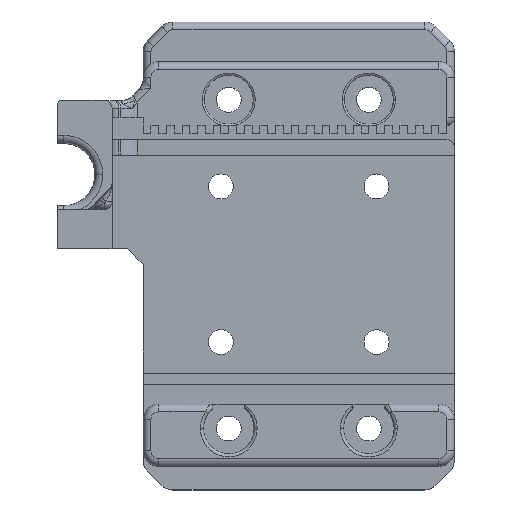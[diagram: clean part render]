
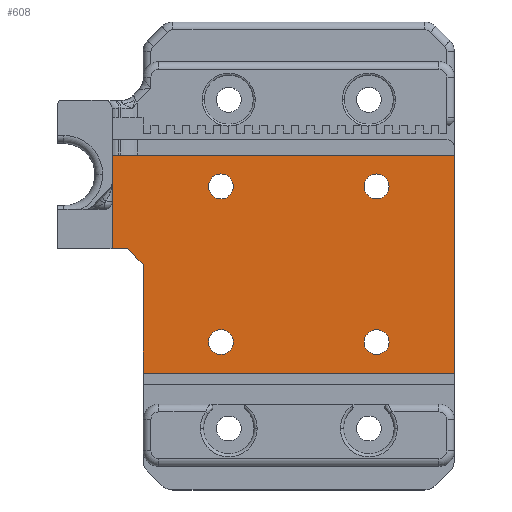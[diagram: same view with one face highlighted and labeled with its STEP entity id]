
A CAD part, top view. The second image highlights one B-rep face of the part: STEP entity #608.
In plain terms, the highlighted planar face has unit normal (0, 0, 1).
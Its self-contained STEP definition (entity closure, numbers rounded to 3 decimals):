
#5 = CARTESIAN_POINT ( 'NONE',  ( -11.6, 10., -12. ) ) ;
#31 = ORIENTED_EDGE ( 'NONE', *, *, #6758, .F. ) ;
#65 = CARTESIAN_POINT ( 'NONE',  ( -10., 10., -12. ) ) ;
#163 = VECTOR ( 'NONE', #7627, 1000. ) ;
#203 = VERTEX_POINT ( 'NONE', #1396 ) ;
#257 = DIRECTION ( 'NONE',  ( -1., 0., 0. ) ) ;
#267 = ORIENTED_EDGE ( 'NONE', *, *, #6019, .F. ) ;
#293 = ORIENTED_EDGE ( 'NONE', *, *, #6818, .F. ) ;
#444 = VECTOR ( 'NONE', #7091, 1000. ) ;
#489 = DIRECTION ( 'NONE',  ( 0., 0., 1. ) ) ;
#548 = AXIS2_PLACEMENT_3D ( 'NONE', #65, #2847, #3557 ) ;
#558 = VERTEX_POINT ( 'NONE', #1339 ) ;
#604 = ORIENTED_EDGE ( 'NONE', *, *, #3182, .T. ) ;
#608 = ADVANCED_FACE ( 'NONE', ( #6896, #693, #2798, #5551, #6265 ), #8314, .F. ) ;
#688 = CARTESIAN_POINT ( 'NONE',  ( -24., 2., -12. ) ) ;
#693 = FACE_BOUND ( 'NONE', #5859, .T. ) ;
#698 = CIRCLE ( 'NONE', #6337, 1.6 ) ;
#715 = VERTEX_POINT ( 'NONE', #6445 ) ;
#770 = CARTESIAN_POINT ( 'NONE',  ( -8.4, -10., -12. ) ) ;
#851 = CARTESIAN_POINT ( 'NONE',  ( 10., -10., -12. ) ) ;
#890 = CARTESIAN_POINT ( 'NONE',  ( 10., 10., -12. ) ) ;
#1033 = CARTESIAN_POINT ( 'NONE',  ( -10., -10., -12. ) ) ;
#1273 = EDGE_LOOP ( 'NONE', ( #31, #7141 ) ) ;
#1282 = CARTESIAN_POINT ( 'NONE',  ( 10., 10., -12. ) ) ;
#1329 = CARTESIAN_POINT ( 'NONE',  ( -8.4, 10., -12. ) ) ;
#1339 = CARTESIAN_POINT ( 'NONE',  ( 8.4, 10., -12. ) ) ;
#1391 = DIRECTION ( 'NONE',  ( 0., 0., 1. ) ) ;
#1396 = CARTESIAN_POINT ( 'NONE',  ( -20., 0., -12. ) ) ;
#1397 = EDGE_CURVE ( 'NONE', #7317, #5443, #7593, .T. ) ;
#1467 = EDGE_CURVE ( 'NONE', #5890, #715, #7683, .T. ) ;
#1580 = CARTESIAN_POINT ( 'NONE',  ( 20., 14., -12. ) ) ;
#1904 = AXIS2_PLACEMENT_3D ( 'NONE', #7180, #5289, #8047 ) ;
#1953 = DIRECTION ( 'NONE',  ( -1., 0., 0. ) ) ;
#2098 = CARTESIAN_POINT ( 'NONE',  ( -24., 0., -12. ) ) ;
#2209 = LINE ( 'NONE', #4328, #163 ) ;
#2290 = DIRECTION ( 'NONE',  ( 1., 0., 0. ) ) ;
#2435 = CARTESIAN_POINT ( 'NONE',  ( -22., 2., -12. ) ) ;
#2462 = VECTOR ( 'NONE', #5419, 1000. ) ;
#2552 = EDGE_CURVE ( 'NONE', #4756, #558, #8386, .T. ) ;
#2677 = CARTESIAN_POINT ( 'NONE',  ( -10., -10., -12. ) ) ;
#2798 = FACE_BOUND ( 'NONE', #5322, .T. ) ;
#2847 = DIRECTION ( 'NONE',  ( 0., 0., 1. ) ) ;
#2861 = VERTEX_POINT ( 'NONE', #3385 ) ;
#2865 = EDGE_LOOP ( 'NONE', ( #4616, #293 ) ) ;
#3182 = EDGE_CURVE ( 'NONE', #5596, #5167, #7967, .T. ) ;
#3305 = CIRCLE ( 'NONE', #548, 1.6 ) ;
#3376 = CARTESIAN_POINT ( 'NONE',  ( 20., -14., -12. ) ) ;
#3377 = ORIENTED_EDGE ( 'NONE', *, *, #6417, .F. ) ;
#3385 = CARTESIAN_POINT ( 'NONE',  ( -24., 2., -12. ) ) ;
#3386 = EDGE_CURVE ( 'NONE', #715, #5890, #7087, .T. ) ;
#3394 = CARTESIAN_POINT ( 'NONE',  ( -22., 2., -12. ) ) ;
#3488 = VECTOR ( 'NONE', #4028, 1000. ) ;
#3492 = DIRECTION ( 'NONE',  ( 0., 0., 1. ) ) ;
#3557 = DIRECTION ( 'NONE',  ( -1., 0., 0. ) ) ;
#3774 = CIRCLE ( 'NONE', #5230, 1.6 ) ;
#3805 = CARTESIAN_POINT ( 'NONE',  ( 11.6, 10., -12. ) ) ;
#3825 = CIRCLE ( 'NONE', #6430, 1.6 ) ;
#4028 = DIRECTION ( 'NONE',  ( -0.707, 0.707, 0. ) ) ;
#4139 = LINE ( 'NONE', #688, #8162 ) ;
#4196 = DIRECTION ( 'NONE',  ( 0., 0., 1. ) ) ;
#4328 = CARTESIAN_POINT ( 'NONE',  ( -20., 0., -12. ) ) ;
#4454 = ORIENTED_EDGE ( 'NONE', *, *, #3386, .F. ) ;
#4616 = ORIENTED_EDGE ( 'NONE', *, *, #8433, .F. ) ;
#4623 = VECTOR ( 'NONE', #4797, 1000. ) ;
#4705 = AXIS2_PLACEMENT_3D ( 'NONE', #8859, #4875, #7625 ) ;
#4756 = VERTEX_POINT ( 'NONE', #3805 ) ;
#4772 = VECTOR ( 'NONE', #4857, 1000. ) ;
#4797 = DIRECTION ( 'NONE',  ( 0., -1., 0. ) ) ;
#4857 = DIRECTION ( 'NONE',  ( 0., -1., 0. ) ) ;
#4875 = DIRECTION ( 'NONE',  ( 0., 0., -1. ) ) ;
#5115 = CIRCLE ( 'NONE', #1904, 1.6 ) ;
#5167 = VERTEX_POINT ( 'NONE', #8065 ) ;
#5230 = AXIS2_PLACEMENT_3D ( 'NONE', #2677, #3492, #8981 ) ;
#5289 = DIRECTION ( 'NONE',  ( 0., 0., 1. ) ) ;
#5322 = EDGE_LOOP ( 'NONE', ( #5893, #267 ) ) ;
#5419 = DIRECTION ( 'NONE',  ( 1., 0., 0. ) ) ;
#5443 = VERTEX_POINT ( 'NONE', #5543 ) ;
#5481 = EDGE_CURVE ( 'NONE', #2861, #6644, #4139, .T. ) ;
#5482 = LINE ( 'NONE', #3394, #3488 ) ;
#5520 = CARTESIAN_POINT ( 'NONE',  ( 20., 0., -12. ) ) ;
#5543 = CARTESIAN_POINT ( 'NONE',  ( -24., 14., -12. ) ) ;
#5551 = FACE_BOUND ( 'NONE', #2865, .T. ) ;
#5596 = VERTEX_POINT ( 'NONE', #8372 ) ;
#5602 = DIRECTION ( 'NONE',  ( -1., 0., 0. ) ) ;
#5610 = EDGE_CURVE ( 'NONE', #6665, #5889, #3825, .T. ) ;
#5842 = ORIENTED_EDGE ( 'NONE', *, *, #1467, .F. ) ;
#5859 = EDGE_LOOP ( 'NONE', ( #5842, #4454 ) ) ;
#5888 = EDGE_CURVE ( 'NONE', #5443, #2861, #8198, .T. ) ;
#5889 = VERTEX_POINT ( 'NONE', #770 ) ;
#5890 = VERTEX_POINT ( 'NONE', #6247 ) ;
#5893 = ORIENTED_EDGE ( 'NONE', *, *, #5610, .F. ) ;
#6019 = EDGE_CURVE ( 'NONE', #5889, #6665, #3774, .T. ) ;
#6122 = DIRECTION ( 'NONE',  ( -1., 0., 0. ) ) ;
#6237 = LINE ( 'NONE', #5520, #4623 ) ;
#6247 = CARTESIAN_POINT ( 'NONE',  ( 8.4, -10., -12. ) ) ;
#6265 = FACE_BOUND ( 'NONE', #1273, .T. ) ;
#6320 = CARTESIAN_POINT ( 'NONE',  ( 10., -10., -12. ) ) ;
#6337 = AXIS2_PLACEMENT_3D ( 'NONE', #890, #4196, #5602 ) ;
#6417 = EDGE_CURVE ( 'NONE', #7317, #5167, #6237, .T. ) ;
#6430 = AXIS2_PLACEMENT_3D ( 'NONE', #1033, #1391, #7038 ) ;
#6444 = ORIENTED_EDGE ( 'NONE', *, *, #5481, .T. ) ;
#6445 = CARTESIAN_POINT ( 'NONE',  ( 11.6, -10., -12. ) ) ;
#6644 = VERTEX_POINT ( 'NONE', #2435 ) ;
#6665 = VERTEX_POINT ( 'NONE', #8816 ) ;
#6702 = DIRECTION ( 'NONE',  ( 0., 0., 1. ) ) ;
#6753 = CARTESIAN_POINT ( 'NONE',  ( 20., 14., -12. ) ) ;
#6758 = EDGE_CURVE ( 'NONE', #558, #4756, #698, .T. ) ;
#6775 = ORIENTED_EDGE ( 'NONE', *, *, #7820, .F. ) ;
#6818 = EDGE_CURVE ( 'NONE', #7109, #7043, #3305, .T. ) ;
#6829 = ORIENTED_EDGE ( 'NONE', *, *, #8727, .T. ) ;
#6896 = FACE_OUTER_BOUND ( 'NONE', #8460, .T. ) ;
#6930 = ORIENTED_EDGE ( 'NONE', *, *, #5888, .T. ) ;
#7038 = DIRECTION ( 'NONE',  ( -1., 0., 0. ) ) ;
#7043 = VERTEX_POINT ( 'NONE', #5 ) ;
#7087 = CIRCLE ( 'NONE', #8987, 1.6 ) ;
#7091 = DIRECTION ( 'NONE',  ( -1., 0., 0. ) ) ;
#7109 = VERTEX_POINT ( 'NONE', #1329 ) ;
#7141 = ORIENTED_EDGE ( 'NONE', *, *, #2552, .F. ) ;
#7180 = CARTESIAN_POINT ( 'NONE',  ( -10., 10., -12. ) ) ;
#7317 = VERTEX_POINT ( 'NONE', #6753 ) ;
#7593 = LINE ( 'NONE', #1580, #444 ) ;
#7625 = DIRECTION ( 'NONE',  ( 0., -1., 0. ) ) ;
#7627 = DIRECTION ( 'NONE',  ( 0., -1., 0. ) ) ;
#7683 = CIRCLE ( 'NONE', #8410, 1.6 ) ;
#7731 = DIRECTION ( 'NONE',  ( 0., 0., 1. ) ) ;
#7820 = EDGE_CURVE ( 'NONE', #203, #6644, #5482, .T. ) ;
#7967 = LINE ( 'NONE', #3376, #2462 ) ;
#8047 = DIRECTION ( 'NONE',  ( -1., 0., 0. ) ) ;
#8065 = CARTESIAN_POINT ( 'NONE',  ( 20., -14., -12. ) ) ;
#8162 = VECTOR ( 'NONE', #2290, 1000. ) ;
#8198 = LINE ( 'NONE', #2098, #4772 ) ;
#8314 = PLANE ( 'NONE',  #4705 ) ;
#8372 = CARTESIAN_POINT ( 'NONE',  ( -20., -14., -12. ) ) ;
#8386 = CIRCLE ( 'NONE', #8963, 1.6 ) ;
#8410 = AXIS2_PLACEMENT_3D ( 'NONE', #851, #489, #1953 ) ;
#8433 = EDGE_CURVE ( 'NONE', #7043, #7109, #5115, .T. ) ;
#8460 = EDGE_LOOP ( 'NONE', ( #6930, #6444, #6775, #6829, #604, #3377, #8869 ) ) ;
#8727 = EDGE_CURVE ( 'NONE', #203, #5596, #2209, .T. ) ;
#8816 = CARTESIAN_POINT ( 'NONE',  ( -11.6, -10., -12. ) ) ;
#8859 = CARTESIAN_POINT ( 'NONE',  ( 20., 14., -12. ) ) ;
#8869 = ORIENTED_EDGE ( 'NONE', *, *, #1397, .T. ) ;
#8963 = AXIS2_PLACEMENT_3D ( 'NONE', #1282, #6702, #6122 ) ;
#8981 = DIRECTION ( 'NONE',  ( -1., 0., 0. ) ) ;
#8987 = AXIS2_PLACEMENT_3D ( 'NONE', #6320, #7731, #257 ) ;
